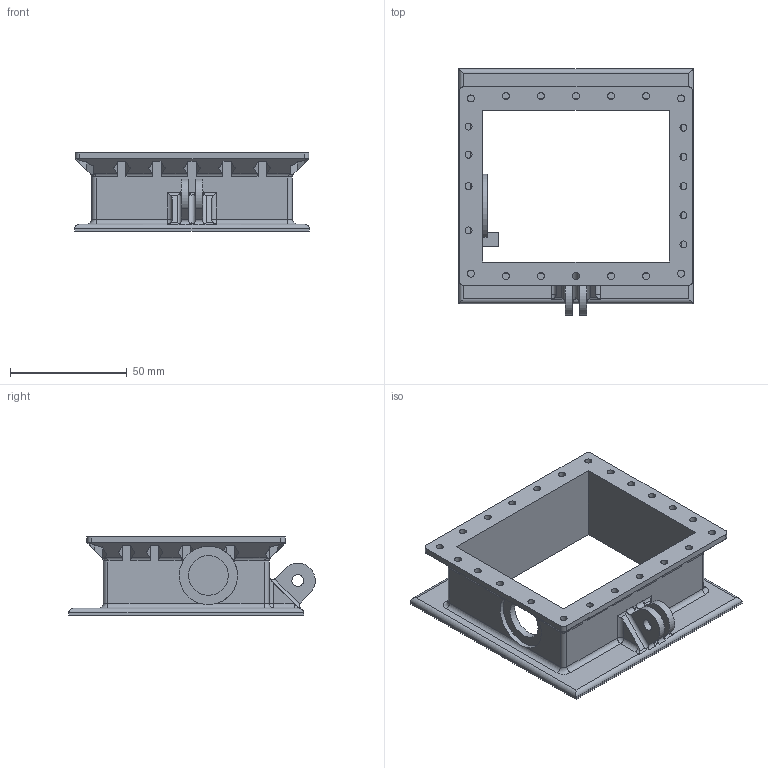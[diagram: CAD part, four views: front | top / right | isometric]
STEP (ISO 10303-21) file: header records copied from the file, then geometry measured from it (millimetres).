
FILE_DESCRIPTION(/* description */ (''),/* implementation_level */ '2;1');
FILE_NAME(/* name */ 'solar_panel_frame.stp',/* time_stamp */ '2019-09-19T10:56:01+02:00',/* author */ ('ZEUSLAP'),/* organization */ (''),/* preprocessor_version */ 'ST-DEVELOPER v16.13',/* originating_system */ 'Autodesk Inventor 2018',/* authorisation */ '');
FILE_SCHEMA (('AUTOMOTIVE_DESIGN { 1 0 10303 214 3 1 1 }'));
Length unit declared in the file: millimetre
Products named in the file (1): solar_panel_frame_universal
Bounding box: 100.5 x 105.47 x 33.5 mm (x, y, z)
Volume: 56016.1 mm3; surface area: 36368.1 mm2
Topology: 1 solids, 1 shells, 287 faces, 827 edges, 542 vertices
Faces by surface type: plane 187, cylinder 88, torus 6, bspline 4, sphere 2
Full cylindrical faces by diameter (mm): 3 x23, 5 x2, 17 x1, 25 x1
Entity records: 9705 total; most frequent: CARTESIAN_POINT 2055, ORIENTED_EDGE 1598, DIRECTION 1514, EDGE_CURVE 799, LINE 578, VECTOR 578, VERTEX_POINT 541, AXIS2_PLACEMENT_3D 468
